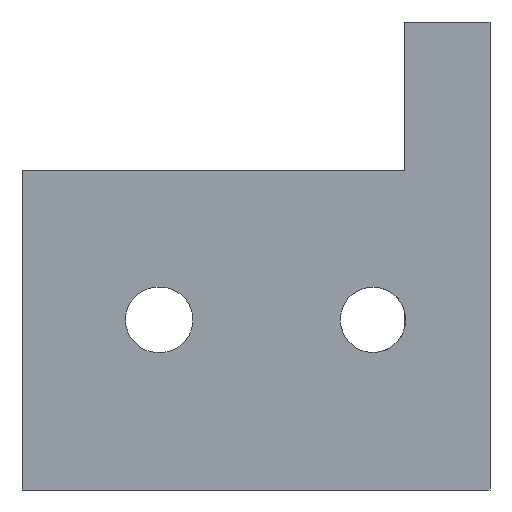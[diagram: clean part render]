
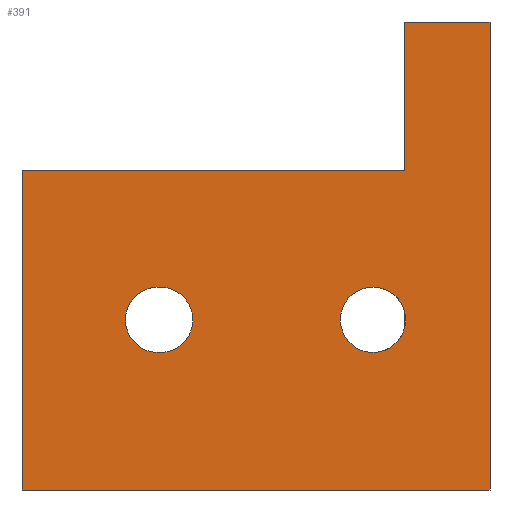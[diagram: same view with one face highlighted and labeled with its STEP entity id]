
A CAD part, left-side view. The second image highlights one B-rep face of the part: STEP entity #391.
In plain terms, the highlighted planar face has unit normal (-1, 0, 0).
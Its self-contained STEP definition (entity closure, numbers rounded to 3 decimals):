
#34 = VERTEX_POINT ( 'NONE', #420 ) ;
#38 = CARTESIAN_POINT ( 'NONE',  ( -0.85, 4., -4. ) ) ;
#51 = FACE_BOUND ( 'NONE', #968, .T. ) ;
#64 = EDGE_CURVE ( 'NONE', #544, #701, #68, .T. ) ;
#68 = LINE ( 'NONE', #574, #1024 ) ;
#75 = VECTOR ( 'NONE', #592, 1000. ) ;
#80 = ORIENTED_EDGE ( 'NONE', *, *, #756, .F. ) ;
#102 = VERTEX_POINT ( 'NONE', #829 ) ;
#132 = EDGE_LOOP ( 'NONE', ( #540, #624, #650, #897, #611, #261 ) ) ;
#133 = CIRCLE ( 'NONE', #1006, 1.535 ) ;
#142 = VERTEX_POINT ( 'NONE', #263 ) ;
#155 = DIRECTION ( 'NONE',  ( 0., 0., 1. ) ) ;
#160 = EDGE_CURVE ( 'NONE', #312, #383, #341, .T. ) ;
#162 = CARTESIAN_POINT ( 'NONE',  ( -0.85, 4., 0. ) ) ;
#171 = ORIENTED_EDGE ( 'NONE', *, *, #231, .F. ) ;
#184 = DIRECTION ( 'NONE',  ( 0., 1., 0. ) ) ;
#186 = DIRECTION ( 'NONE',  ( 0., -1., 0. ) ) ;
#209 = CARTESIAN_POINT ( 'NONE',  ( -0.85, 5.5, 4. ) ) ;
#231 = EDGE_CURVE ( 'NONE', #810, #34, #133, .T. ) ;
#237 = EDGE_CURVE ( 'NONE', #544, #142, #940, .T. ) ;
#261 = ORIENTED_EDGE ( 'NONE', *, *, #237, .T. ) ;
#263 = CARTESIAN_POINT ( 'NONE',  ( -0.85, 0., -4. ) ) ;
#276 = CARTESIAN_POINT ( 'NONE',  ( -0.85, 4., 11. ) ) ;
#306 = DIRECTION ( 'NONE',  ( 0., 0., -1. ) ) ;
#312 = VERTEX_POINT ( 'NONE', #276 ) ;
#327 = VECTOR ( 'NONE', #186, 1000. ) ;
#341 = LINE ( 'NONE', #162, #75 ) ;
#342 = ORIENTED_EDGE ( 'NONE', *, *, #690, .F. ) ;
#362 = VECTOR ( 'NONE', #769, 1000. ) ;
#380 = CARTESIAN_POINT ( 'NONE',  ( -0.85, 15.6, 2.465 ) ) ;
#383 = VERTEX_POINT ( 'NONE', #564 ) ;
#384 = AXIS2_PLACEMENT_3D ( 'NONE', #812, #907, #990 ) ;
#391 = ADVANCED_FACE ( 'NONE', ( #804, #51, #720 ), #1057, .F. ) ;
#392 = CARTESIAN_POINT ( 'NONE',  ( -0.85, 5.5, 4. ) ) ;
#396 = DIRECTION ( 'NONE',  ( -1., 0., 0. ) ) ;
#397 = DIRECTION ( 'NONE',  ( 0., 0., -1. ) ) ;
#399 = DIRECTION ( 'NONE',  ( 1., 0., 0. ) ) ;
#406 = CARTESIAN_POINT ( 'NONE',  ( -0.85, 4., 18. ) ) ;
#420 = CARTESIAN_POINT ( 'NONE',  ( -0.85, 15.5, 5.535 ) ) ;
#422 = VERTEX_POINT ( 'NONE', #923 ) ;
#429 = CIRCLE ( 'NONE', #447, 1.535 ) ;
#432 = CARTESIAN_POINT ( 'NONE',  ( -0.85, 15.5, 5.535 ) ) ;
#447 = AXIS2_PLACEMENT_3D ( 'NONE', #209, #471, #397 ) ;
#454 = LINE ( 'NONE', #536, #362 ) ;
#471 = DIRECTION ( 'NONE',  ( -1., 0., 0. ) ) ;
#485 = EDGE_CURVE ( 'NONE', #142, #102, #1087, .T. ) ;
#502 = CIRCLE ( 'NONE', #384, 1.535 ) ;
#503 = DIRECTION ( 'NONE',  ( 0., -1., 0. ) ) ;
#506 = LINE ( 'NONE', #1030, #557 ) ;
#509 = ORIENTED_EDGE ( 'NONE', *, *, #988, .F. ) ;
#522 = CARTESIAN_POINT ( 'NONE',  ( -0.85, 5.5, 2.465 ) ) ;
#536 = CARTESIAN_POINT ( 'NONE',  ( -0.85, 15.5, 2.465 ) ) ;
#537 = EDGE_CURVE ( 'NONE', #383, #102, #747, .T. ) ;
#540 = ORIENTED_EDGE ( 'NONE', *, *, #485, .T. ) ;
#544 = VERTEX_POINT ( 'NONE', #736 ) ;
#557 = VECTOR ( 'NONE', #755, 1000. ) ;
#564 = CARTESIAN_POINT ( 'NONE',  ( -0.85, 4., 18. ) ) ;
#574 = CARTESIAN_POINT ( 'NONE',  ( -0.85, 22., 0. ) ) ;
#592 = DIRECTION ( 'NONE',  ( 0., 0., 1. ) ) ;
#611 = ORIENTED_EDGE ( 'NONE', *, *, #64, .F. ) ;
#624 = ORIENTED_EDGE ( 'NONE', *, *, #537, .F. ) ;
#630 = VERTEX_POINT ( 'NONE', #949 ) ;
#635 = DIRECTION ( 'NONE',  ( 0., 0., -1. ) ) ;
#639 = AXIS2_PLACEMENT_3D ( 'NONE', #904, #399, #306 ) ;
#650 = ORIENTED_EDGE ( 'NONE', *, *, #160, .F. ) ;
#666 = VERTEX_POINT ( 'NONE', #522 ) ;
#670 = VECTOR ( 'NONE', #155, 1000. ) ;
#673 = EDGE_CURVE ( 'NONE', #733, #810, #454, .T. ) ;
#680 = CARTESIAN_POINT ( 'NONE',  ( -0.85, 22., 11. ) ) ;
#683 = ORIENTED_EDGE ( 'NONE', *, *, #673, .F. ) ;
#690 = EDGE_CURVE ( 'NONE', #34, #630, #1031, .T. ) ;
#700 = CARTESIAN_POINT ( 'NONE',  ( -0.85, 15.5, 4. ) ) ;
#701 = VERTEX_POINT ( 'NONE', #680 ) ;
#711 = VECTOR ( 'NONE', #184, 1000. ) ;
#712 = AXIS2_PLACEMENT_3D ( 'NONE', #392, #396, #635 ) ;
#720 = FACE_OUTER_BOUND ( 'NONE', #132, .T. ) ;
#733 = VERTEX_POINT ( 'NONE', #380 ) ;
#736 = CARTESIAN_POINT ( 'NONE',  ( -0.85, 22., -4. ) ) ;
#741 = VECTOR ( 'NONE', #503, 1000. ) ;
#747 = LINE ( 'NONE', #406, #741 ) ;
#755 = DIRECTION ( 'NONE',  ( 0., -1., 0. ) ) ;
#756 = EDGE_CURVE ( 'NONE', #666, #422, #429, .T. ) ;
#769 = DIRECTION ( 'NONE',  ( 0., -1., 0. ) ) ;
#776 = DIRECTION ( 'NONE',  ( 0., 0., -1. ) ) ;
#804 = FACE_BOUND ( 'NONE', #1014, .T. ) ;
#810 = VERTEX_POINT ( 'NONE', #882 ) ;
#812 = CARTESIAN_POINT ( 'NONE',  ( -0.85, 15.6, 4. ) ) ;
#829 = CARTESIAN_POINT ( 'NONE',  ( -0.85, 0., 18. ) ) ;
#882 = CARTESIAN_POINT ( 'NONE',  ( -0.85, 15.5, 2.465 ) ) ;
#897 = ORIENTED_EDGE ( 'NONE', *, *, #900, .F. ) ;
#900 = EDGE_CURVE ( 'NONE', #701, #312, #506, .T. ) ;
#904 = CARTESIAN_POINT ( 'NONE',  ( -0.85, 4., 0. ) ) ;
#907 = DIRECTION ( 'NONE',  ( -1., 0., 0. ) ) ;
#923 = CARTESIAN_POINT ( 'NONE',  ( -0.85, 5.5, 5.535 ) ) ;
#940 = LINE ( 'NONE', #38, #327 ) ;
#949 = CARTESIAN_POINT ( 'NONE',  ( -0.85, 15.6, 5.535 ) ) ;
#962 = DIRECTION ( 'NONE',  ( -1., 0., 0. ) ) ;
#968 = EDGE_LOOP ( 'NONE', ( #342, #171, #683, #1044 ) ) ;
#988 = EDGE_CURVE ( 'NONE', #422, #666, #1009, .T. ) ;
#990 = DIRECTION ( 'NONE',  ( 0., 0., -1. ) ) ;
#1006 = AXIS2_PLACEMENT_3D ( 'NONE', #700, #962, #776 ) ;
#1009 = CIRCLE ( 'NONE', #712, 1.535 ) ;
#1014 = EDGE_LOOP ( 'NONE', ( #80, #509 ) ) ;
#1024 = VECTOR ( 'NONE', #1083, 1000. ) ;
#1030 = CARTESIAN_POINT ( 'NONE',  ( -0.85, 22., 11. ) ) ;
#1031 = LINE ( 'NONE', #432, #711 ) ;
#1044 = ORIENTED_EDGE ( 'NONE', *, *, #1072, .F. ) ;
#1057 = PLANE ( 'NONE',  #639 ) ;
#1072 = EDGE_CURVE ( 'NONE', #630, #733, #502, .T. ) ;
#1082 = CARTESIAN_POINT ( 'NONE',  ( -0.85, 0., 0. ) ) ;
#1083 = DIRECTION ( 'NONE',  ( 0., 0., 1. ) ) ;
#1087 = LINE ( 'NONE', #1082, #670 ) ;
